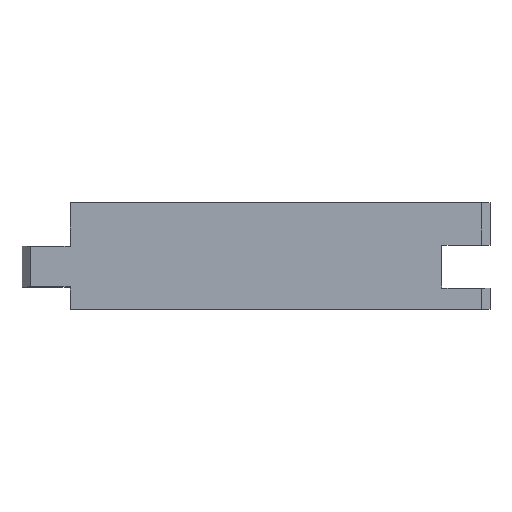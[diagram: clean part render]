
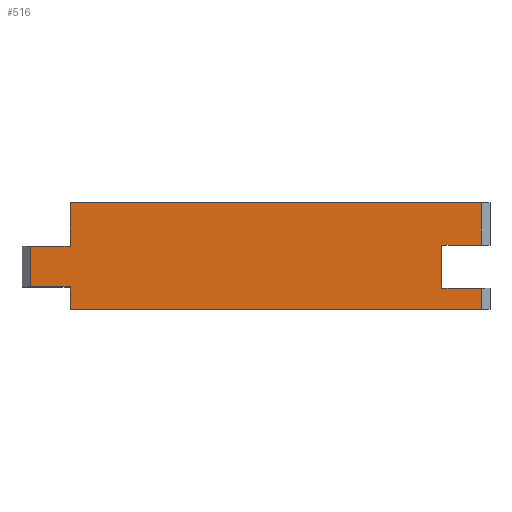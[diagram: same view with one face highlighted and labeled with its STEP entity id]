
A CAD part, top view. The second image highlights one B-rep face of the part: STEP entity #516.
In plain terms, the highlighted planar face has unit normal (0, 0, 1).
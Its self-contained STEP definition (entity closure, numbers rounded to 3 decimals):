
#9 = CARTESIAN_POINT ( 'NONE',  ( -43.8, -5.8, 7.6 ) ) ;
#14 = DIRECTION ( 'NONE',  ( -1., 0., 0. ) ) ;
#39 = DIRECTION ( 'NONE',  ( 1., 0., 0. ) ) ;
#48 = CARTESIAN_POINT ( 'NONE',  ( -42.2, -5.8, 7.6 ) ) ;
#57 = VECTOR ( 'NONE', #973, 1000. ) ;
#64 = VERTEX_POINT ( 'NONE', #482 ) ;
#78 = EDGE_CURVE ( 'NONE', #171, #151, #290, .T. ) ;
#83 = CARTESIAN_POINT ( 'NONE',  ( 42.2, 2., 7.6 ) ) ;
#103 = DIRECTION ( 'NONE',  ( 1., 0., 0. ) ) ;
#139 = LINE ( 'NONE', #473, #721 ) ;
#151 = VERTEX_POINT ( 'NONE', #641 ) ;
#152 = CARTESIAN_POINT ( 'NONE',  ( -34.8, -10., 7.6 ) ) ;
#156 = ORIENTED_EDGE ( 'NONE', *, *, #323, .T. ) ;
#160 = CARTESIAN_POINT ( 'NONE',  ( -42.2, 1.8, 7.6 ) ) ;
#171 = VERTEX_POINT ( 'NONE', #821 ) ;
#186 = EDGE_CURVE ( 'NONE', #366, #582, #139, .T. ) ;
#213 = LINE ( 'NONE', #961, #825 ) ;
#233 = ORIENTED_EDGE ( 'NONE', *, *, #1084, .T. ) ;
#237 = VECTOR ( 'NONE', #39, 1000. ) ;
#244 = ORIENTED_EDGE ( 'NONE', *, *, #963, .T. ) ;
#246 = VERTEX_POINT ( 'NONE', #160 ) ;
#265 = CARTESIAN_POINT ( 'NONE',  ( 42.2, -6., 7.6 ) ) ;
#276 = CARTESIAN_POINT ( 'NONE',  ( -34.8, -10., 7.6 ) ) ;
#290 = LINE ( 'NONE', #646, #600 ) ;
#299 = LINE ( 'NONE', #364, #237 ) ;
#301 = ORIENTED_EDGE ( 'NONE', *, *, #463, .T. ) ;
#311 = VECTOR ( 'NONE', #393, 1000. ) ;
#312 = DIRECTION ( 'NONE',  ( 0., -1., 0. ) ) ;
#323 = EDGE_CURVE ( 'NONE', #530, #706, #745, .T. ) ;
#326 = DIRECTION ( 'NONE',  ( -1., 0., 0. ) ) ;
#364 = CARTESIAN_POINT ( 'NONE',  ( -43.8, 1.8, 7.6 ) ) ;
#366 = VERTEX_POINT ( 'NONE', #517 ) ;
#371 = DIRECTION ( 'NONE',  ( 0., 1., 0. ) ) ;
#390 = VERTEX_POINT ( 'NONE', #265 ) ;
#393 = DIRECTION ( 'NONE',  ( 0., -1., 0. ) ) ;
#396 = EDGE_CURVE ( 'NONE', #793, #582, #861, .T. ) ;
#440 = EDGE_CURVE ( 'NONE', #959, #528, #1030, .T. ) ;
#451 = DIRECTION ( 'NONE',  ( 1., 0., 0. ) ) ;
#463 = EDGE_CURVE ( 'NONE', #151, #64, #213, .T. ) ;
#473 = CARTESIAN_POINT ( 'NONE',  ( 34.8, -10., 7.6 ) ) ;
#482 = CARTESIAN_POINT ( 'NONE',  ( -34.8, 1.8, 7.6 ) ) ;
#498 = LINE ( 'NONE', #504, #527 ) ;
#504 = CARTESIAN_POINT ( 'NONE',  ( 43.8, -6., 7.6 ) ) ;
#516 = ADVANCED_FACE ( 'NONE', ( #728 ), #818, .F. ) ;
#517 = CARTESIAN_POINT ( 'NONE',  ( 34.8, -6., 7.6 ) ) ;
#524 = EDGE_CURVE ( 'NONE', #246, #530, #643, .T. ) ;
#527 = VECTOR ( 'NONE', #326, 1000. ) ;
#528 = VERTEX_POINT ( 'NONE', #968 ) ;
#529 = VECTOR ( 'NONE', #371, 1000. ) ;
#530 = VERTEX_POINT ( 'NONE', #48 ) ;
#543 = CARTESIAN_POINT ( 'NONE',  ( -42.2, 0., 7.6 ) ) ;
#552 = ORIENTED_EDGE ( 'NONE', *, *, #524, .T. ) ;
#577 = EDGE_CURVE ( 'NONE', #528, #390, #743, .T. ) ;
#582 = VERTEX_POINT ( 'NONE', #659 ) ;
#587 = DIRECTION ( 'NONE',  ( 0., 1., 0. ) ) ;
#590 = EDGE_CURVE ( 'NONE', #390, #366, #498, .T. ) ;
#596 = VECTOR ( 'NONE', #14, 1000. ) ;
#600 = VECTOR ( 'NONE', #816, 1000. ) ;
#606 = ORIENTED_EDGE ( 'NONE', *, *, #577, .T. ) ;
#621 = ORIENTED_EDGE ( 'NONE', *, *, #78, .T. ) ;
#637 = CARTESIAN_POINT ( 'NONE',  ( 0., 0., 7.6 ) ) ;
#639 = ORIENTED_EDGE ( 'NONE', *, *, #590, .T. ) ;
#641 = CARTESIAN_POINT ( 'NONE',  ( -34.8, 10., 7.6 ) ) ;
#643 = LINE ( 'NONE', #543, #57 ) ;
#646 = CARTESIAN_POINT ( 'NONE',  ( -34.8, 10., 7.6 ) ) ;
#650 = DIRECTION ( 'NONE',  ( 0., 0., -1. ) ) ;
#655 = DIRECTION ( 'NONE',  ( -1., 0., 0. ) ) ;
#659 = CARTESIAN_POINT ( 'NONE',  ( 34.8, 2., 7.6 ) ) ;
#673 = LINE ( 'NONE', #152, #311 ) ;
#685 = VECTOR ( 'NONE', #451, 1000. ) ;
#706 = VERTEX_POINT ( 'NONE', #1029 ) ;
#721 = VECTOR ( 'NONE', #726, 1000. ) ;
#722 = LINE ( 'NONE', #812, #529 ) ;
#726 = DIRECTION ( 'NONE',  ( 0., 1., 0. ) ) ;
#728 = FACE_OUTER_BOUND ( 'NONE', #1060, .T. ) ;
#743 = LINE ( 'NONE', #1004, #942 ) ;
#745 = LINE ( 'NONE', #9, #685 ) ;
#753 = VECTOR ( 'NONE', #103, 1000. ) ;
#758 = ORIENTED_EDGE ( 'NONE', *, *, #186, .T. ) ;
#762 = CARTESIAN_POINT ( 'NONE',  ( 54.834, 2., 7.6 ) ) ;
#765 = AXIS2_PLACEMENT_3D ( 'NONE', #637, #650, #655 ) ;
#793 = VERTEX_POINT ( 'NONE', #83 ) ;
#804 = CARTESIAN_POINT ( 'NONE',  ( -34.8, -10., 7.6 ) ) ;
#812 = CARTESIAN_POINT ( 'NONE',  ( 42.2, 0., 7.6 ) ) ;
#816 = DIRECTION ( 'NONE',  ( -1., 0., 0. ) ) ;
#818 = PLANE ( 'NONE',  #765 ) ;
#821 = CARTESIAN_POINT ( 'NONE',  ( 42.2, 10., 7.6 ) ) ;
#825 = VECTOR ( 'NONE', #312, 1000. ) ;
#830 = ORIENTED_EDGE ( 'NONE', *, *, #396, .F. ) ;
#835 = ORIENTED_EDGE ( 'NONE', *, *, #440, .T. ) ;
#837 = EDGE_CURVE ( 'NONE', #246, #64, #299, .T. ) ;
#861 = LINE ( 'NONE', #762, #596 ) ;
#942 = VECTOR ( 'NONE', #587, 1000. ) ;
#959 = VERTEX_POINT ( 'NONE', #804 ) ;
#961 = CARTESIAN_POINT ( 'NONE',  ( -34.8, -10., 7.6 ) ) ;
#963 = EDGE_CURVE ( 'NONE', #793, #171, #722, .T. ) ;
#968 = CARTESIAN_POINT ( 'NONE',  ( 42.2, -10., 7.6 ) ) ;
#973 = DIRECTION ( 'NONE',  ( 0., -1., 0. ) ) ;
#1004 = CARTESIAN_POINT ( 'NONE',  ( 42.2, 0., 7.6 ) ) ;
#1029 = CARTESIAN_POINT ( 'NONE',  ( -34.8, -5.8, 7.6 ) ) ;
#1030 = LINE ( 'NONE', #276, #753 ) ;
#1041 = ORIENTED_EDGE ( 'NONE', *, *, #837, .F. ) ;
#1060 = EDGE_LOOP ( 'NONE', ( #1041, #552, #156, #233, #835, #606, #639, #758, #830, #244, #621, #301 ) ) ;
#1084 = EDGE_CURVE ( 'NONE', #706, #959, #673, .T. ) ;
